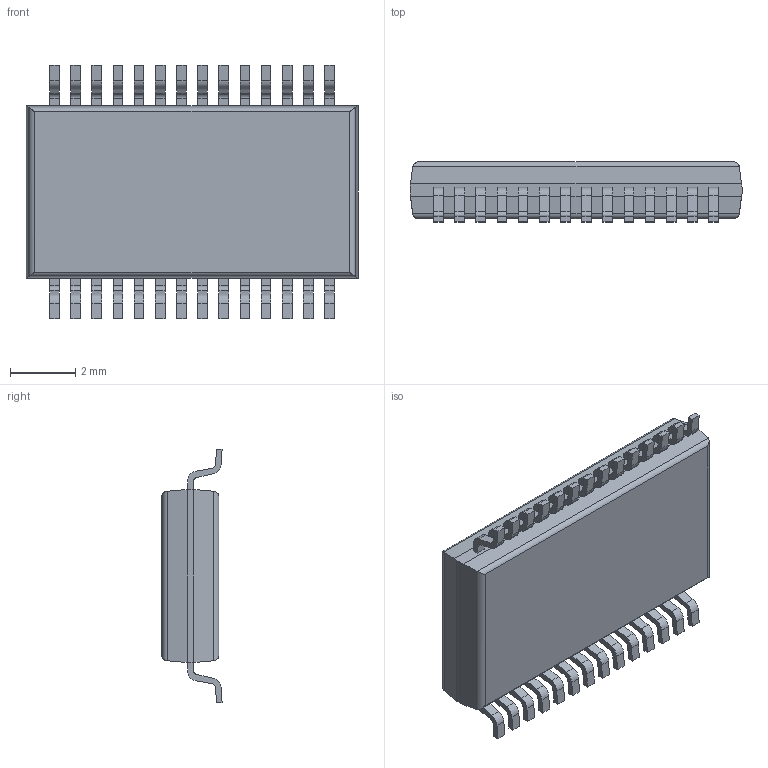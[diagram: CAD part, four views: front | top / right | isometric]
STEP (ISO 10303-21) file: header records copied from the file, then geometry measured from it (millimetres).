
FILE_DESCRIPTION(('STEP AP242'),'1');
FILE_NAME('ft232rl-reel.stp','2020-12-02T17:57:08',('TraceParts'),('TraceParts S.A.'),'Spatial InterOp 3D',' ',' ');
FILE_SCHEMA(('AP242_MANAGED_MODEL_BASED_3D_ENGINEERING_MIM_LF {1 0 10303 442 1 1 4}'));
Length unit declared in the file: millimetre
Products named in the file (1): ft232rl-reel
Bounding box: 10.2 x 1.85 x 7.8 mm (x, y, z)
Volume: 95.3 mm3; surface area: 203 mm2
Topology: 1 solids, 1 shells, 389 faces, 1074 edges, 716 vertices
Faces by surface type: plane 267, cylinder 122
Entity records: 15596 total; most frequent: CARTESIAN_POINT 2300, ORIENTED_EDGE 2148, DIRECTION 2082, EDGE_CURVE 1074, LINE 830, VECTOR 830, VERTEX_POINT 716, AXIS2_PLACEMENT_3D 626
